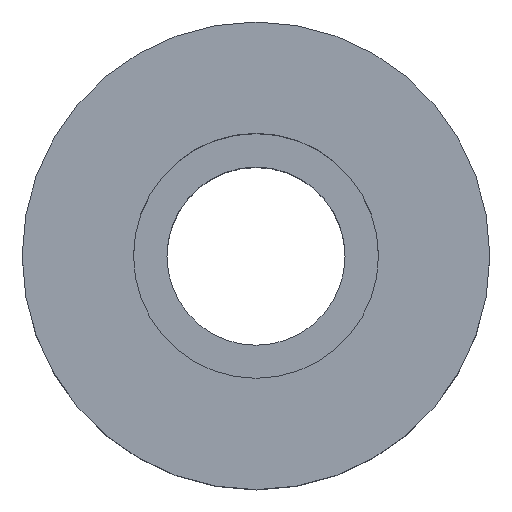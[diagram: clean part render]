
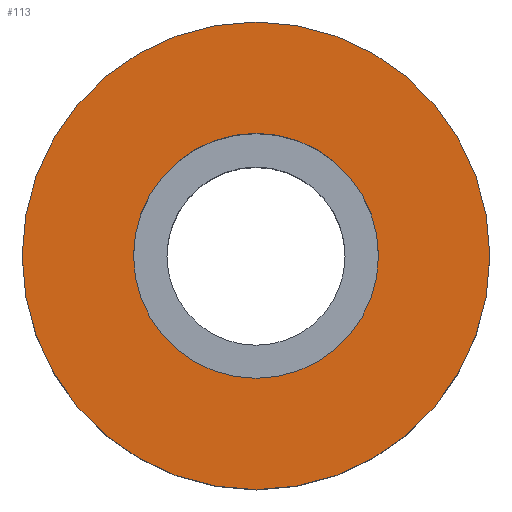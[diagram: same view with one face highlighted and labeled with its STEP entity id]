
A CAD part, top view. The second image highlights one B-rep face of the part: STEP entity #113.
In plain terms, the highlighted planar face has unit normal (0, 0, 1).
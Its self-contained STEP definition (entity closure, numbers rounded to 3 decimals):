
#17=FACE_BOUND('',#40,.T.);
#21=PLANE('',#143);
#29=FACE_OUTER_BOUND('',#39,.T.);
#39=EDGE_LOOP('',(#99));
#40=EDGE_LOOP('',(#100));
#52=CIRCLE('',#131,2.75);
#58=CIRCLE('',#142,5.25);
#60=VERTEX_POINT('',#187);
#66=VERTEX_POINT('',#207);
#69=EDGE_CURVE('',#60,#60,#52,.T.);
#78=EDGE_CURVE('',#66,#66,#58,.T.);
#99=ORIENTED_EDGE('',*,*,#78,.T.);
#100=ORIENTED_EDGE('',*,*,#69,.T.);
#113=ADVANCED_FACE('',(#29,#17),#21,.T.);
#131=AXIS2_PLACEMENT_3D('',#189,#152,#153);
#142=AXIS2_PLACEMENT_3D('',#209,#177,#178);
#143=AXIS2_PLACEMENT_3D('',#210,#179,#180);
#152=DIRECTION('center_axis',(0.,0.,-1.));
#153=DIRECTION('ref_axis',(1.,0.,0.));
#177=DIRECTION('center_axis',(0.,0.,1.));
#178=DIRECTION('ref_axis',(1.,0.,0.));
#179=DIRECTION('center_axis',(0.,0.,1.));
#180=DIRECTION('ref_axis',(1.,0.,0.));
#187=CARTESIAN_POINT('',(-2.75,0.,0.));
#189=CARTESIAN_POINT('Origin',(0.,0.,0.));
#207=CARTESIAN_POINT('',(-5.25,0.,0.));
#209=CARTESIAN_POINT('Origin',(0.,0.,0.));
#210=CARTESIAN_POINT('Origin',(0.,0.,0.));
